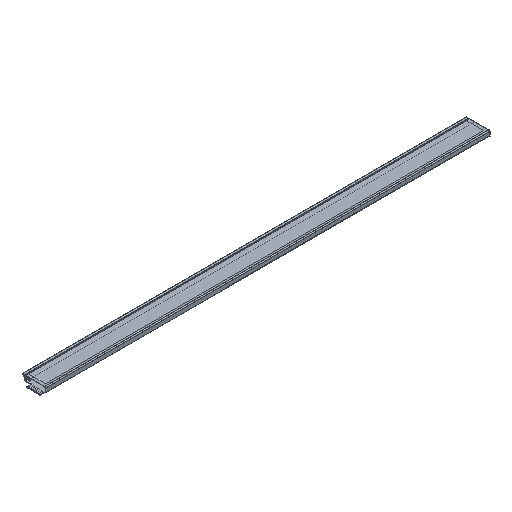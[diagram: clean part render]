
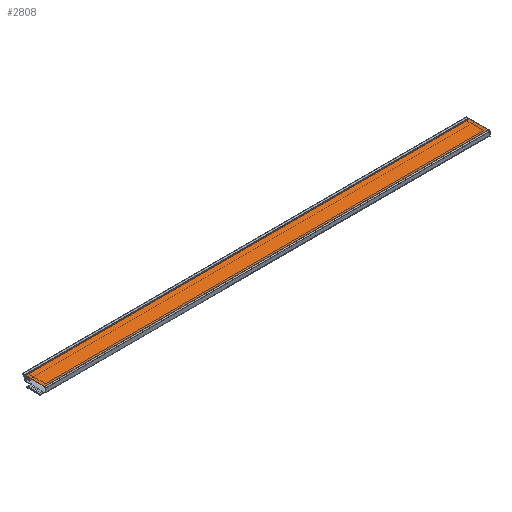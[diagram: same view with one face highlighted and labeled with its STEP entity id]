
A CAD part, isometric view. The second image highlights one B-rep face of the part: STEP entity #2808.
In plain terms, the highlighted planar face has unit normal (0, 0, 1).
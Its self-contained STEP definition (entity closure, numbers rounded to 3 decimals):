
#22 = LINE ( 'NONE', #815, #1152 ) ;
#27 = CARTESIAN_POINT ( 'NONE',  ( 0., 0., 0. ) ) ;
#51 = EDGE_CURVE ( 'NONE', #2471, #2446, #1346, .T. ) ;
#123 = DIRECTION ( 'NONE',  ( 1., 0., 0. ) ) ;
#132 = CARTESIAN_POINT ( 'NONE',  ( -2., 0.7, 0. ) ) ;
#249 = VECTOR ( 'NONE', #123, 1000. ) ;
#359 = DIRECTION ( 'NONE',  ( 0., 1., 0. ) ) ;
#484 = VERTEX_POINT ( 'NONE', #1892 ) ;
#554 = ORIENTED_EDGE ( 'NONE', *, *, #1096, .T. ) ;
#771 = DIRECTION ( 'NONE',  ( 0., -1., 0. ) ) ;
#815 = CARTESIAN_POINT ( 'NONE',  ( -2., 13.4, 0. ) ) ;
#874 = LINE ( 'NONE', #2336, #249 ) ;
#1096 = EDGE_CURVE ( 'NONE', #2446, #1503, #874, .T. ) ;
#1152 = VECTOR ( 'NONE', #1912, 1000. ) ;
#1346 = LINE ( 'NONE', #1875, #1742 ) ;
#1349 = LINE ( 'NONE', #2534, #1888 ) ;
#1503 = VERTEX_POINT ( 'NONE', #2128 ) ;
#1742 = VECTOR ( 'NONE', #771, 1000. ) ;
#1875 = CARTESIAN_POINT ( 'NONE',  ( -2., 0., 0. ) ) ;
#1888 = VECTOR ( 'NONE', #359, 1000. ) ;
#1892 = CARTESIAN_POINT ( 'NONE',  ( 290., 13.4, 0. ) ) ;
#1912 = DIRECTION ( 'NONE',  ( -1., 0., 0. ) ) ;
#2029 = FACE_OUTER_BOUND ( 'NONE', #2364, .T. ) ;
#2064 = DIRECTION ( 'NONE',  ( 0., 0., -1. ) ) ;
#2074 = DIRECTION ( 'NONE',  ( -1., 0., 0. ) ) ;
#2098 = ORIENTED_EDGE ( 'NONE', *, *, #2482, .T. ) ;
#2128 = CARTESIAN_POINT ( 'NONE',  ( 290., 0.7, 0. ) ) ;
#2138 = CARTESIAN_POINT ( 'NONE',  ( -2., 13.4, 0. ) ) ;
#2213 = AXIS2_PLACEMENT_3D ( 'NONE', #27, #2064, #2074 ) ;
#2287 = PLANE ( 'NONE',  #2213 ) ;
#2336 = CARTESIAN_POINT ( 'NONE',  ( -2., 0.7, 0. ) ) ;
#2364 = EDGE_LOOP ( 'NONE', ( #554, #2758, #2098, #2616 ) ) ;
#2446 = VERTEX_POINT ( 'NONE', #132 ) ;
#2471 = VERTEX_POINT ( 'NONE', #2138 ) ;
#2482 = EDGE_CURVE ( 'NONE', #484, #2471, #22, .T. ) ;
#2534 = CARTESIAN_POINT ( 'NONE',  ( 290., 0., 0. ) ) ;
#2616 = ORIENTED_EDGE ( 'NONE', *, *, #51, .T. ) ;
#2758 = ORIENTED_EDGE ( 'NONE', *, *, #2765, .T. ) ;
#2765 = EDGE_CURVE ( 'NONE', #1503, #484, #1349, .T. ) ;
#2808 = ADVANCED_FACE ( 'NONE', ( #2029 ), #2287, .F. ) ;
